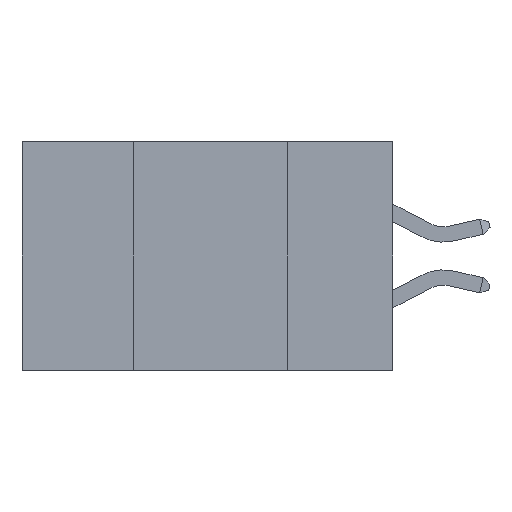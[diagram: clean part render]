
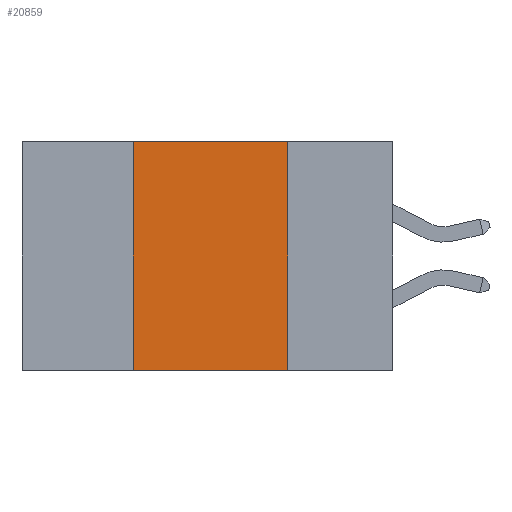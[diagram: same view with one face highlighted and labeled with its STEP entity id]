
A CAD part, left-side view. The second image highlights one B-rep face of the part: STEP entity #20859.
In plain terms, the highlighted planar face has unit normal (-1, 0, 0).
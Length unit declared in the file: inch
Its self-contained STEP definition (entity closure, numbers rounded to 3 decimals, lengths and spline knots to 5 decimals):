
#2719 = DIRECTION ( 'NONE',  ( 0., 0., -1. ) ) ;
#2829 = LINE ( 'NONE', #24783, #30422 ) ;
#4922 = VERTEX_POINT ( 'NONE', #22242 ) ;
#6308 = CARTESIAN_POINT ( 'NONE',  ( 0., 0.17, -0.37 ) ) ;
#6572 = DIRECTION ( 'NONE',  ( 0., -1., 0. ) ) ;
#9688 = LINE ( 'NONE', #24889, #36634 ) ;
#12182 = DIRECTION ( 'NONE',  ( 0., 0., 1. ) ) ;
#13471 = DIRECTION ( 'NONE',  ( 1., 0., 0. ) ) ;
#14364 = ORIENTED_EDGE ( 'NONE', *, *, #29146, .F. ) ;
#14952 = VERTEX_POINT ( 'NONE', #6308 ) ;
#15161 = EDGE_CURVE ( 'NONE', #4922, #14952, #19962, .T. ) ;
#15623 = EDGE_LOOP ( 'NONE', ( #14364, #40246, #27212, #30880 ) ) ;
#15953 = VECTOR ( 'NONE', #2719, 39.37008 ) ;
#16861 = DIRECTION ( 'NONE',  ( 0., -1., 0. ) ) ;
#16992 = FACE_OUTER_BOUND ( 'NONE', #15623, .T. ) ;
#17329 = EDGE_CURVE ( 'NONE', #25931, #40400, #9688, .T. ) ;
#19962 = LINE ( 'NONE', #32578, #25681 ) ;
#20859 = ADVANCED_FACE ( 'NONE', ( #16992 ), #22370, .F. ) ;
#22242 = CARTESIAN_POINT ( 'NONE',  ( 0., 0.42, -0.37 ) ) ;
#22370 = PLANE ( 'NONE',  #29439 ) ;
#22770 = CARTESIAN_POINT ( 'NONE',  ( 0., 0.6, 0. ) ) ;
#23835 = CARTESIAN_POINT ( 'NONE',  ( 0., 0.17, 0. ) ) ;
#24225 = CARTESIAN_POINT ( 'NONE',  ( 0., 0.42, 0. ) ) ;
#24783 = CARTESIAN_POINT ( 'NONE',  ( 0., 0.42, 0. ) ) ;
#24889 = CARTESIAN_POINT ( 'NONE',  ( 0., 0.6, 0. ) ) ;
#25080 = CARTESIAN_POINT ( 'NONE',  ( 0., 0.17, 0. ) ) ;
#25681 = VECTOR ( 'NONE', #16861, 39.37008 ) ;
#25931 = VERTEX_POINT ( 'NONE', #24225 ) ;
#26562 = EDGE_CURVE ( 'NONE', #4922, #25931, #2829, .T. ) ;
#27212 = ORIENTED_EDGE ( 'NONE', *, *, #26562, .F. ) ;
#29146 = EDGE_CURVE ( 'NONE', #40400, #14952, #31290, .T. ) ;
#29439 = AXIS2_PLACEMENT_3D ( 'NONE', #22770, #13471, #35408 ) ;
#30422 = VECTOR ( 'NONE', #12182, 39.37008 ) ;
#30880 = ORIENTED_EDGE ( 'NONE', *, *, #15161, .T. ) ;
#31290 = LINE ( 'NONE', #25080, #15953 ) ;
#32578 = CARTESIAN_POINT ( 'NONE',  ( 0., 0.6, -0.37 ) ) ;
#35408 = DIRECTION ( 'NONE',  ( 0., 0., -1. ) ) ;
#36634 = VECTOR ( 'NONE', #6572, 39.37008 ) ;
#40246 = ORIENTED_EDGE ( 'NONE', *, *, #17329, .F. ) ;
#40400 = VERTEX_POINT ( 'NONE', #23835 ) ;
